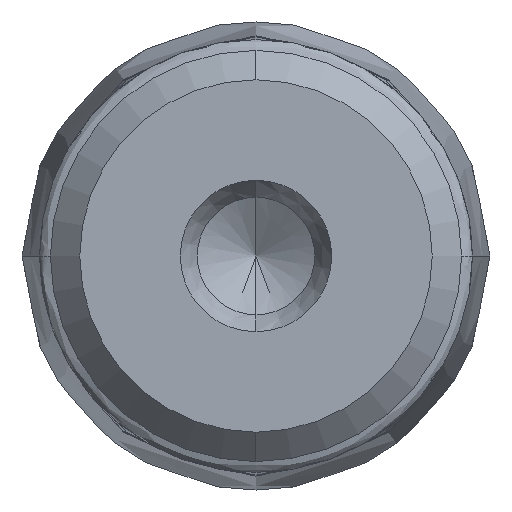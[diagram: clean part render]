
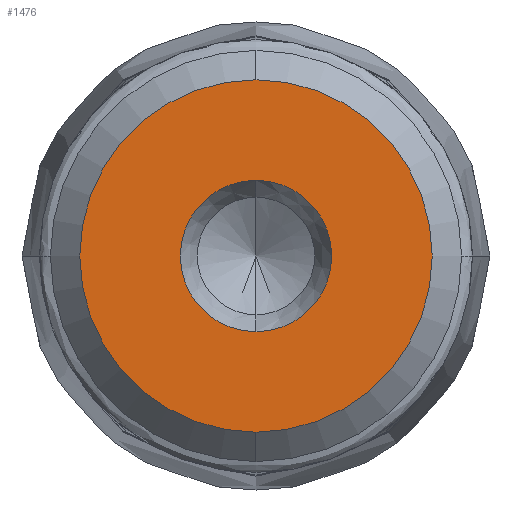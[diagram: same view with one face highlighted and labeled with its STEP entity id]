
A CAD part, left-side view. The second image highlights one B-rep face of the part: STEP entity #1476.
In plain terms, the highlighted planar face has unit normal (-1, 0, 0).
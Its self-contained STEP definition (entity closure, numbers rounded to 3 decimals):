
#67 = EDGE_LOOP ( 'NONE', ( #2336, #2404 ) ) ;
#134 = DIRECTION ( 'NONE',  ( 0., 0., 1. ) ) ;
#144 = CARTESIAN_POINT ( 'NONE',  ( 0., 0., 0. ) ) ;
#192 = ORIENTED_EDGE ( 'NONE', *, *, #393, .T. ) ;
#393 = EDGE_CURVE ( 'NONE', #1952, #2017, #1335, .T. ) ;
#488 = EDGE_CURVE ( 'NONE', #2017, #1952, #1761, .T. ) ;
#509 = CARTESIAN_POINT ( 'NONE',  ( 0., 0., 0. ) ) ;
#532 = AXIS2_PLACEMENT_3D ( 'NONE', #509, #1973, #2001 ) ;
#550 = AXIS2_PLACEMENT_3D ( 'NONE', #144, #1368, #134 ) ;
#655 = FACE_OUTER_BOUND ( 'NONE', #1942, .T. ) ;
#943 = PLANE ( 'NONE',  #532 ) ;
#977 = AXIS2_PLACEMENT_3D ( 'NONE', #1624, #1409, #1179 ) ;
#1036 = EDGE_CURVE ( 'NONE', #1208, #2414, #2316, .T. ) ;
#1179 = DIRECTION ( 'NONE',  ( 0., 0., 1. ) ) ;
#1186 = FACE_BOUND ( 'NONE', #67, .T. ) ;
#1208 = VERTEX_POINT ( 'NONE', #1352 ) ;
#1253 = DIRECTION ( 'NONE',  ( 0., 0., 1. ) ) ;
#1335 = CIRCLE ( 'NONE', #977, 6. ) ;
#1344 = CARTESIAN_POINT ( 'NONE',  ( 0., 0., 0. ) ) ;
#1352 = CARTESIAN_POINT ( 'NONE',  ( 0., 0., 2.577 ) ) ;
#1368 = DIRECTION ( 'NONE',  ( -1., 0., 0. ) ) ;
#1409 = DIRECTION ( 'NONE',  ( -1., 0., 0. ) ) ;
#1441 = CARTESIAN_POINT ( 'NONE',  ( 0., 0., 6. ) ) ;
#1476 = ADVANCED_FACE ( 'NONE', ( #1186, #655 ), #943, .F. ) ;
#1588 = EDGE_CURVE ( 'NONE', #2414, #1208, #1623, .T. ) ;
#1623 = CIRCLE ( 'NONE', #550, 2.577 ) ;
#1624 = CARTESIAN_POINT ( 'NONE',  ( 0., 0., 0. ) ) ;
#1678 = AXIS2_PLACEMENT_3D ( 'NONE', #1344, #2600, #2395 ) ;
#1714 = DIRECTION ( 'NONE',  ( -1., 0., 0. ) ) ;
#1761 = CIRCLE ( 'NONE', #1786, 6. ) ;
#1786 = AXIS2_PLACEMENT_3D ( 'NONE', #2552, #1714, #1253 ) ;
#1942 = EDGE_LOOP ( 'NONE', ( #2148, #192 ) ) ;
#1952 = VERTEX_POINT ( 'NONE', #1441 ) ;
#1973 = DIRECTION ( 'NONE',  ( 1., 0., 0. ) ) ;
#2001 = DIRECTION ( 'NONE',  ( 0., 0., -1. ) ) ;
#2017 = VERTEX_POINT ( 'NONE', #2703 ) ;
#2148 = ORIENTED_EDGE ( 'NONE', *, *, #488, .T. ) ;
#2227 = CARTESIAN_POINT ( 'NONE',  ( 0., 0., -2.577 ) ) ;
#2316 = CIRCLE ( 'NONE', #1678, 2.577 ) ;
#2336 = ORIENTED_EDGE ( 'NONE', *, *, #1036, .F. ) ;
#2395 = DIRECTION ( 'NONE',  ( 0., 0., 1. ) ) ;
#2404 = ORIENTED_EDGE ( 'NONE', *, *, #1588, .F. ) ;
#2414 = VERTEX_POINT ( 'NONE', #2227 ) ;
#2552 = CARTESIAN_POINT ( 'NONE',  ( 0., 0., 0. ) ) ;
#2600 = DIRECTION ( 'NONE',  ( -1., 0., 0. ) ) ;
#2703 = CARTESIAN_POINT ( 'NONE',  ( 0., 0., -6. ) ) ;
